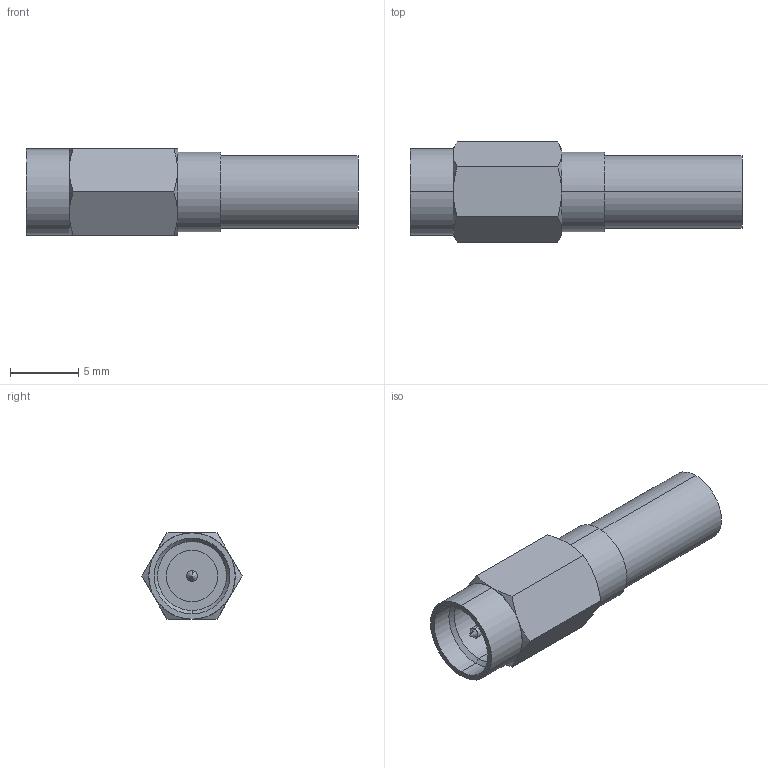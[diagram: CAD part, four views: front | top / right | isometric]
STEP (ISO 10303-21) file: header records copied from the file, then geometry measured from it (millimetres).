
FILE_DESCRIPTION (( 'STEP AP203' ), '1' );
FILE_NAME ('FMCN1861_3D.STEP', '2022-02-19T15:31:01', ( '' ), ( '' ), 'SwSTEP 2.0', 'SolidWorks 2021', '' );
FILE_SCHEMA (( 'CONFIG_CONTROL_DESIGN' ));
Length unit declared in the file: inch
Products named in the file (1): FMCN1861_3D
Bounding box: 24.33 x 7.33 x 6.35 mm (x, y, z)
Volume: 410.1 mm3; surface area: 960 mm2
Topology: 1 solids, 1 shells, 54 faces, 112 edges, 67 vertices
Faces by surface type: cylinder 20, cone 18, plane 16
Entity records: 1535 total; most frequent: CARTESIAN_POINT 320, DIRECTION 250, ORIENTED_EDGE 220, EDGE_CURVE 110, AXIS2_PLACEMENT_3D 109, VERTEX_POINT 67, EDGE_LOOP 63, FACE_OUTER_BOUND 54
